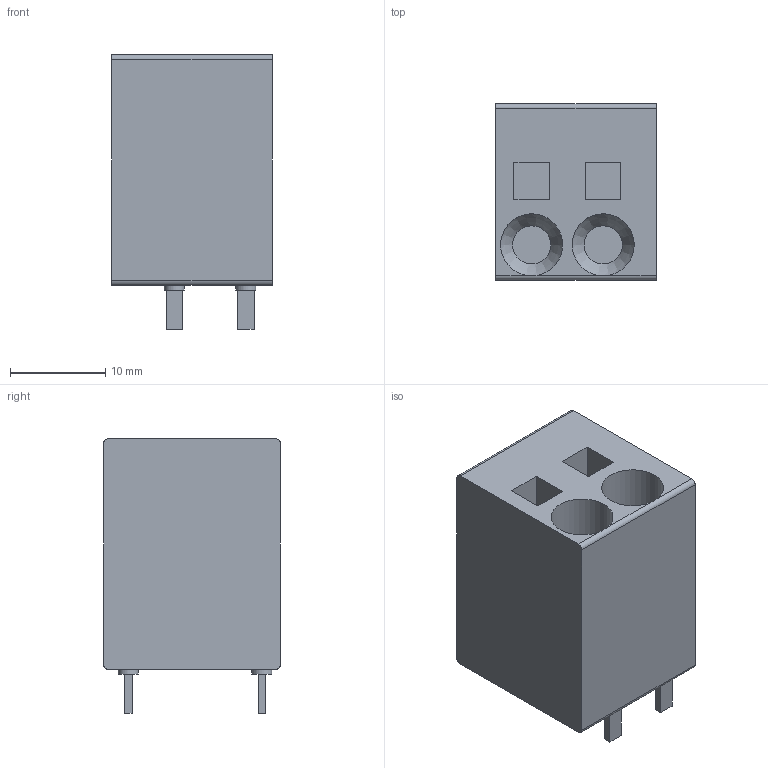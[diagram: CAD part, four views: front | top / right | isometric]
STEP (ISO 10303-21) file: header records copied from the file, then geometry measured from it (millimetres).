
FILE_DESCRIPTION(/* description */ ('model of PhoenixContact_SPT_5_2-V-7.5_1x02_P7.5mm_Vertical'),/* implementation_level */ '2;1');
FILE_NAME(/* name */ 'PhoenixContact_SPT_5_2-V-7.5_1x02_P7.5mm_Vertical.step',/* time_stamp */ '2023-01-30T13:58:08',/* author */ ('KiCAD','kicad'),/* organization */ ('OCCT'),/* preprocessor_version */ '',/* originating_system */ 'KiCAD',/* authorisation */ '');
FILE_SCHEMA(('AUTOMOTIVE_DESIGN { 1 0 10303 214 1 1 1 1 }'));
Length unit declared in the file: millimetre
Products named in the file (7): CQ assembly; be79da7e-a09d-11ed-8f45-a0cec80452fd; be79da7e-a09d-11ed-8f45-a0cec80452fd_part; be79deca-a09d-11ed-8f45-a0cec80452fd; be79deca-a09d-11ed-8f45-a0cec80452fd_part; be79e1b8-a09d-11ed-8f45-a0cec80452fd; be79e1b8-a09d-11ed-8f45-a0cec80452fd_part
Assembly tree (6 placements, depth 4):
  CQ assembly
    be79da7e-a09d-11ed-8f45-a0cec80452fd
      be79da7e-a09d-11ed-8f45-a0cec80452fd_part
      be79deca-a09d-11ed-8f45-a0cec80452fd
        be79deca-a09d-11ed-8f45-a0cec80452fd_part
      be79e1b8-a09d-11ed-8f45-a0cec80452fd
        be79e1b8-a09d-11ed-8f45-a0cec80452fd_part
Bounding box: 16.8 x 18.5 x 28.75 mm (x, y, z)
Volume: 6889.6 mm3; surface area: 2887.8 mm2
Topology: 5 solids, 5 shells, 58 faces, 124 edges, 82 vertices
Faces by surface type: plane 46, cylinder 10, cone 2
Full cylindrical faces by diameter (mm): 2.1 x4, 6.5 x2
Entity records: 1723 total; most frequent: CARTESIAN_POINT 293, DIRECTION 276, ORIENTED_EDGE 248, EDGE_CURVE 124, LINE 98, VECTOR 98, AXIS2_PLACEMENT_3D 89, VERTEX_POINT 82
